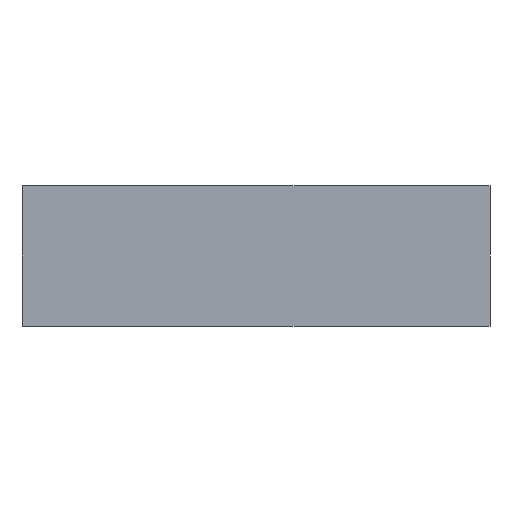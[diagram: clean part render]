
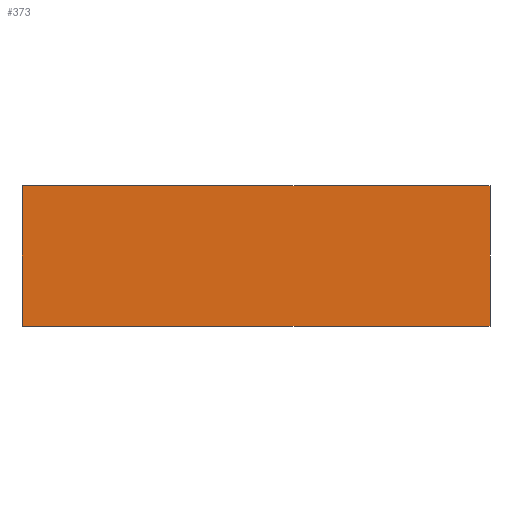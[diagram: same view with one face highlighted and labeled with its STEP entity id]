
A CAD part, front view. The second image highlights one B-rep face of the part: STEP entity #373.
In plain terms, the highlighted planar face has unit normal (0, -1, 0).
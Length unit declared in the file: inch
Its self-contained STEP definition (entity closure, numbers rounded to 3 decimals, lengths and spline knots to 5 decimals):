
#12 = VECTOR ( 'NONE', #187, 39.37008 ) ;
#57 = ORIENTED_EDGE ( 'NONE', *, *, #61, .F. ) ;
#60 = CARTESIAN_POINT ( 'NONE',  ( -2.5, 0., 1.5 ) ) ;
#61 = EDGE_CURVE ( 'NONE', #240, #351, #369, .T. ) ;
#65 = CARTESIAN_POINT ( 'NONE',  ( 0., 0., 0. ) ) ;
#75 = LINE ( 'NONE', #65, #105 ) ;
#105 = VECTOR ( 'NONE', #344, 39.37008 ) ;
#109 = DIRECTION ( 'NONE',  ( 0., 1., 0. ) ) ;
#141 = DIRECTION ( 'NONE',  ( 0., 0., -1. ) ) ;
#143 = VECTOR ( 'NONE', #213, 39.37008 ) ;
#144 = LINE ( 'NONE', #246, #220 ) ;
#146 = CARTESIAN_POINT ( 'NONE',  ( 2.5, 0., 0. ) ) ;
#149 = VERTEX_POINT ( 'NONE', #172 ) ;
#160 = CARTESIAN_POINT ( 'NONE',  ( 0., 0., 1.5 ) ) ;
#167 = AXIS2_PLACEMENT_3D ( 'NONE', #184, #109, #451 ) ;
#172 = CARTESIAN_POINT ( 'NONE',  ( -2.5, 0., 0. ) ) ;
#184 = CARTESIAN_POINT ( 'NONE',  ( 0., 0., 1.5 ) ) ;
#187 = DIRECTION ( 'NONE',  ( 1., 0., 0. ) ) ;
#213 = DIRECTION ( 'NONE',  ( 0., 0., -1. ) ) ;
#215 = CARTESIAN_POINT ( 'NONE',  ( 2.5, 0., 1.5 ) ) ;
#220 = VECTOR ( 'NONE', #141, 39.37008 ) ;
#240 = VERTEX_POINT ( 'NONE', #60 ) ;
#243 = FACE_OUTER_BOUND ( 'NONE', #436, .T. ) ;
#246 = CARTESIAN_POINT ( 'NONE',  ( -2.5, 0., 1.5 ) ) ;
#285 = EDGE_CURVE ( 'NONE', #149, #380, #75, .T. ) ;
#339 = ORIENTED_EDGE ( 'NONE', *, *, #418, .F. ) ;
#343 = ORIENTED_EDGE ( 'NONE', *, *, #285, .T. ) ;
#344 = DIRECTION ( 'NONE',  ( 1., 0., 0. ) ) ;
#346 = PLANE ( 'NONE',  #167 ) ;
#351 = VERTEX_POINT ( 'NONE', #416 ) ;
#369 = LINE ( 'NONE', #160, #12 ) ;
#373 = ADVANCED_FACE ( 'NONE', ( #243 ), #346, .F. ) ;
#380 = VERTEX_POINT ( 'NONE', #146 ) ;
#381 = EDGE_CURVE ( 'NONE', #240, #149, #144, .T. ) ;
#386 = LINE ( 'NONE', #215, #143 ) ;
#416 = CARTESIAN_POINT ( 'NONE',  ( 2.5, 0., 1.5 ) ) ;
#418 = EDGE_CURVE ( 'NONE', #351, #380, #386, .T. ) ;
#436 = EDGE_LOOP ( 'NONE', ( #343, #339, #57, #448 ) ) ;
#448 = ORIENTED_EDGE ( 'NONE', *, *, #381, .T. ) ;
#451 = DIRECTION ( 'NONE',  ( -1., 0., 0. ) ) ;
